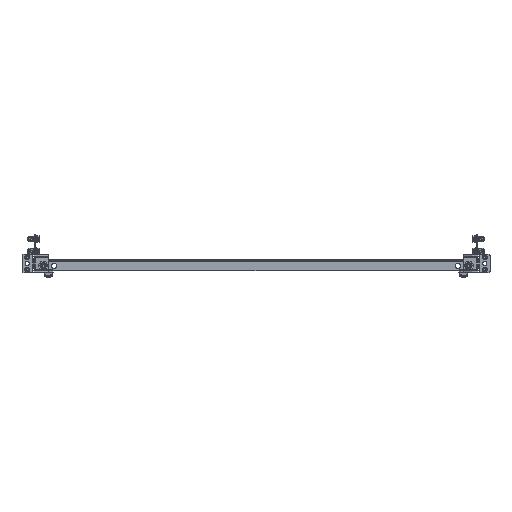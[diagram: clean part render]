
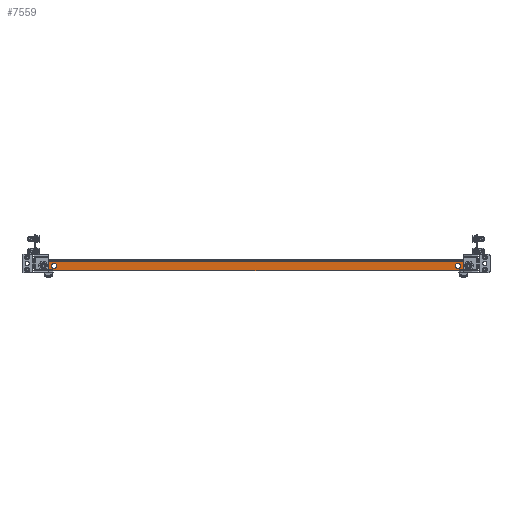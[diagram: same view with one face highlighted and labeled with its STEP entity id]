
A CAD part, front view. The second image highlights one B-rep face of the part: STEP entity #7559.
In plain terms, the highlighted planar face has unit normal (0, -1, 0).
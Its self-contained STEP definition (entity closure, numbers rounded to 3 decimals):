
#142 = VERTEX_POINT ( 'NONE', #20933 ) ;
#497 = CARTESIAN_POINT ( 'NONE',  ( -447.146, -848., -16. ) ) ;
#551 = AXIS2_PLACEMENT_3D ( 'NONE', #9700, #12906, #4669 ) ;
#663 = CARTESIAN_POINT ( 'NONE',  ( 447.146, -848., 0. ) ) ;
#707 = CIRCLE ( 'NONE', #2641, 5.5 ) ;
#1154 = DIRECTION ( 'NONE',  ( 0., -1., 0. ) ) ;
#1282 = EDGE_CURVE ( 'NONE', #14720, #7599, #4839, .T. ) ;
#1303 = CARTESIAN_POINT ( 'NONE',  ( -412.5, -848., -6. ) ) ;
#1350 = AXIS2_PLACEMENT_3D ( 'NONE', #7486, #5907, #2460 ) ;
#1648 = ORIENTED_EDGE ( 'NONE', *, *, #14051, .T. ) ;
#2460 = DIRECTION ( 'NONE',  ( 0., 0., -1. ) ) ;
#2513 = EDGE_CURVE ( 'NONE', #11113, #17248, #707, .T. ) ;
#2563 = CARTESIAN_POINT ( 'NONE',  ( -412.5, -848., -17. ) ) ;
#2628 = EDGE_LOOP ( 'NONE', ( #20671, #7271 ) ) ;
#2641 = AXIS2_PLACEMENT_3D ( 'NONE', #3169, #17671, #6205 ) ;
#2929 = CARTESIAN_POINT ( 'NONE',  ( 412.5, -848., -11.5 ) ) ;
#2936 = ORIENTED_EDGE ( 'NONE', *, *, #12862, .F. ) ;
#3007 = EDGE_CURVE ( 'NONE', #13449, #15594, #9796, .T. ) ;
#3052 = PLANE ( 'NONE',  #551 ) ;
#3169 = CARTESIAN_POINT ( 'NONE',  ( -412.5, -848., -11.5 ) ) ;
#3260 = EDGE_CURVE ( 'NONE', #142, #13449, #20013, .T. ) ;
#3371 = CARTESIAN_POINT ( 'NONE',  ( -435., -848., -11.5 ) ) ;
#3548 = CIRCLE ( 'NONE', #17281, 5.5 ) ;
#3645 = ORIENTED_EDGE ( 'NONE', *, *, #6445, .F. ) ;
#3701 = AXIS2_PLACEMENT_3D ( 'NONE', #5765, #20585, #10814 ) ;
#3796 = ORIENTED_EDGE ( 'NONE', *, *, #15627, .T. ) ;
#3801 = ORIENTED_EDGE ( 'NONE', *, *, #1282, .T. ) ;
#4050 = ORIENTED_EDGE ( 'NONE', *, *, #13582, .F. ) ;
#4304 = CIRCLE ( 'NONE', #1350, 5.5 ) ;
#4378 = VERTEX_POINT ( 'NONE', #17444 ) ;
#4458 = DIRECTION ( 'NONE',  ( 0., 0., -1. ) ) ;
#4482 = CARTESIAN_POINT ( 'NONE',  ( -442.146, -848., -21. ) ) ;
#4625 = CARTESIAN_POINT ( 'NONE',  ( -449.5, -848., -21. ) ) ;
#4669 = DIRECTION ( 'NONE',  ( 0., 0., 1. ) ) ;
#4839 = CIRCLE ( 'NONE', #3701, 5.5 ) ;
#5017 = DIRECTION ( 'NONE',  ( 0., 0., -1. ) ) ;
#5765 = CARTESIAN_POINT ( 'NONE',  ( 435., -848., -11.5 ) ) ;
#5814 = VERTEX_POINT ( 'NONE', #14947 ) ;
#5907 = DIRECTION ( 'NONE',  ( 0., -1., 0. ) ) ;
#5962 = ORIENTED_EDGE ( 'NONE', *, *, #5988, .T. ) ;
#5988 = EDGE_CURVE ( 'NONE', #5814, #17300, #6391, .T. ) ;
#6030 = FACE_BOUND ( 'NONE', #6707, .T. ) ;
#6128 = ORIENTED_EDGE ( 'NONE', *, *, #3007, .T. ) ;
#6179 = DIRECTION ( 'NONE',  ( 0., 1., 0. ) ) ;
#6205 = DIRECTION ( 'NONE',  ( 0., 0., -1. ) ) ;
#6213 = CIRCLE ( 'NONE', #18831, 5.5 ) ;
#6357 = DIRECTION ( 'NONE',  ( 0., 0., -1. ) ) ;
#6391 = CIRCLE ( 'NONE', #19586, 5. ) ;
#6445 = EDGE_CURVE ( 'NONE', #7359, #11336, #14523, .T. ) ;
#6480 = AXIS2_PLACEMENT_3D ( 'NONE', #20630, #1154, #4458 ) ;
#6707 = EDGE_LOOP ( 'NONE', ( #3645, #17958 ) ) ;
#6902 = CARTESIAN_POINT ( 'NONE',  ( 435., -848., -11.5 ) ) ;
#7008 = VECTOR ( 'NONE', #12880, 1000. ) ;
#7271 = ORIENTED_EDGE ( 'NONE', *, *, #9104, .T. ) ;
#7359 = VERTEX_POINT ( 'NONE', #16717 ) ;
#7463 = CARTESIAN_POINT ( 'NONE',  ( 442.146, -848., -16. ) ) ;
#7475 = DIRECTION ( 'NONE',  ( 0., 0., 1. ) ) ;
#7486 = CARTESIAN_POINT ( 'NONE',  ( -412.5, -848., -11.5 ) ) ;
#7559 = ADVANCED_FACE ( 'NONE', ( #16748, #15210, #6030, #18000, #19258 ), #3052, .F. ) ;
#7599 = VERTEX_POINT ( 'NONE', #10325 ) ;
#7895 = LINE ( 'NONE', #16015, #14776 ) ;
#8065 = DIRECTION ( 'NONE',  ( 0., 1., 0. ) ) ;
#9029 = EDGE_LOOP ( 'NONE', ( #4050, #20326 ) ) ;
#9104 = EDGE_CURVE ( 'NONE', #14951, #4378, #13116, .T. ) ;
#9395 = DIRECTION ( 'NONE',  ( 1., 0., 0. ) ) ;
#9700 = CARTESIAN_POINT ( 'NONE',  ( -449.5, -848., 0. ) ) ;
#9796 = CIRCLE ( 'NONE', #18708, 5. ) ;
#9828 = DIRECTION ( 'NONE',  ( 0., 0., -1. ) ) ;
#10325 = CARTESIAN_POINT ( 'NONE',  ( 435., -848., -17. ) ) ;
#10583 = DIRECTION ( 'NONE',  ( 0., -1., 0. ) ) ;
#10814 = DIRECTION ( 'NONE',  ( 0., 0., -1. ) ) ;
#11113 = VERTEX_POINT ( 'NONE', #1303 ) ;
#11336 = VERTEX_POINT ( 'NONE', #15071 ) ;
#12011 = VECTOR ( 'NONE', #9395, 1000. ) ;
#12218 = CARTESIAN_POINT ( 'NONE',  ( -442.146, -848., -16. ) ) ;
#12689 = CARTESIAN_POINT ( 'NONE',  ( 412.5, -848., -6. ) ) ;
#12817 = CIRCLE ( 'NONE', #19933, 5.5 ) ;
#12862 = EDGE_CURVE ( 'NONE', #142, #15620, #7895, .T. ) ;
#12880 = DIRECTION ( 'NONE',  ( 0., 0., -1. ) ) ;
#12906 = DIRECTION ( 'NONE',  ( 0., 1., 0. ) ) ;
#13104 = CARTESIAN_POINT ( 'NONE',  ( 435., -848., -6. ) ) ;
#13116 = CIRCLE ( 'NONE', #14019, 5.5 ) ;
#13445 = VECTOR ( 'NONE', #6357, 1000. ) ;
#13449 = VERTEX_POINT ( 'NONE', #497 ) ;
#13582 = EDGE_CURVE ( 'NONE', #17248, #11113, #4304, .T. ) ;
#13723 = DIRECTION ( 'NONE',  ( 0., -1., 0. ) ) ;
#14019 = AXIS2_PLACEMENT_3D ( 'NONE', #2929, #6179, #20775 ) ;
#14051 = EDGE_CURVE ( 'NONE', #7599, #14720, #3548, .T. ) ;
#14228 = CARTESIAN_POINT ( 'NONE',  ( 447.146, -848., -2. ) ) ;
#14523 = CIRCLE ( 'NONE', #6480, 5.5 ) ;
#14720 = VERTEX_POINT ( 'NONE', #13104 ) ;
#14748 = DIRECTION ( 'NONE',  ( 0., -1., 0. ) ) ;
#14776 = VECTOR ( 'NONE', #17430, 1000. ) ;
#14947 = CARTESIAN_POINT ( 'NONE',  ( 442.146, -848., -21. ) ) ;
#14951 = VERTEX_POINT ( 'NONE', #12689 ) ;
#15071 = CARTESIAN_POINT ( 'NONE',  ( -435., -848., -6. ) ) ;
#15160 = EDGE_CURVE ( 'NONE', #15620, #17300, #17777, .T. ) ;
#15210 = FACE_BOUND ( 'NONE', #2628, .T. ) ;
#15594 = VERTEX_POINT ( 'NONE', #4482 ) ;
#15620 = VERTEX_POINT ( 'NONE', #14228 ) ;
#15627 = EDGE_CURVE ( 'NONE', #15594, #5814, #18907, .T. ) ;
#15649 = CARTESIAN_POINT ( 'NONE',  ( 447.146, -848., -16. ) ) ;
#16015 = CARTESIAN_POINT ( 'NONE',  ( 449.5, -848., -2. ) ) ;
#16479 = EDGE_LOOP ( 'NONE', ( #1648, #3801 ) ) ;
#16676 = ORIENTED_EDGE ( 'NONE', *, *, #3260, .T. ) ;
#16717 = CARTESIAN_POINT ( 'NONE',  ( -435., -848., -17. ) ) ;
#16748 = FACE_BOUND ( 'NONE', #16479, .T. ) ;
#17218 = DIRECTION ( 'NONE',  ( 0., 0., 1. ) ) ;
#17248 = VERTEX_POINT ( 'NONE', #2563 ) ;
#17281 = AXIS2_PLACEMENT_3D ( 'NONE', #6902, #19863, #18280 ) ;
#17300 = VERTEX_POINT ( 'NONE', #15649 ) ;
#17430 = DIRECTION ( 'NONE',  ( 1., 0., 0. ) ) ;
#17444 = CARTESIAN_POINT ( 'NONE',  ( 412.5, -848., -17. ) ) ;
#17671 = DIRECTION ( 'NONE',  ( 0., -1., 0. ) ) ;
#17777 = LINE ( 'NONE', #663, #13445 ) ;
#17812 = CARTESIAN_POINT ( 'NONE',  ( -447.146, -848., 0. ) ) ;
#17958 = ORIENTED_EDGE ( 'NONE', *, *, #18322, .F. ) ;
#18000 = FACE_BOUND ( 'NONE', #9029, .T. ) ;
#18022 = CARTESIAN_POINT ( 'NONE',  ( 412.5, -848., -11.5 ) ) ;
#18246 = EDGE_LOOP ( 'NONE', ( #3796, #5962, #19078, #2936, #16676, #6128 ) ) ;
#18265 = EDGE_CURVE ( 'NONE', #4378, #14951, #12817, .T. ) ;
#18280 = DIRECTION ( 'NONE',  ( 0., 0., -1. ) ) ;
#18322 = EDGE_CURVE ( 'NONE', #11336, #7359, #6213, .T. ) ;
#18708 = AXIS2_PLACEMENT_3D ( 'NONE', #12218, #13723, #7475 ) ;
#18831 = AXIS2_PLACEMENT_3D ( 'NONE', #3371, #14748, #5017 ) ;
#18907 = LINE ( 'NONE', #4625, #12011 ) ;
#19078 = ORIENTED_EDGE ( 'NONE', *, *, #15160, .F. ) ;
#19258 = FACE_OUTER_BOUND ( 'NONE', #18246, .T. ) ;
#19586 = AXIS2_PLACEMENT_3D ( 'NONE', #7463, #10583, #17218 ) ;
#19863 = DIRECTION ( 'NONE',  ( 0., 1., 0. ) ) ;
#19933 = AXIS2_PLACEMENT_3D ( 'NONE', #18022, #8065, #9828 ) ;
#20013 = LINE ( 'NONE', #17812, #7008 ) ;
#20326 = ORIENTED_EDGE ( 'NONE', *, *, #2513, .F. ) ;
#20585 = DIRECTION ( 'NONE',  ( 0., 1., 0. ) ) ;
#20630 = CARTESIAN_POINT ( 'NONE',  ( -435., -848., -11.5 ) ) ;
#20671 = ORIENTED_EDGE ( 'NONE', *, *, #18265, .T. ) ;
#20775 = DIRECTION ( 'NONE',  ( 0., 0., -1. ) ) ;
#20933 = CARTESIAN_POINT ( 'NONE',  ( -447.146, -848., -2. ) ) ;
